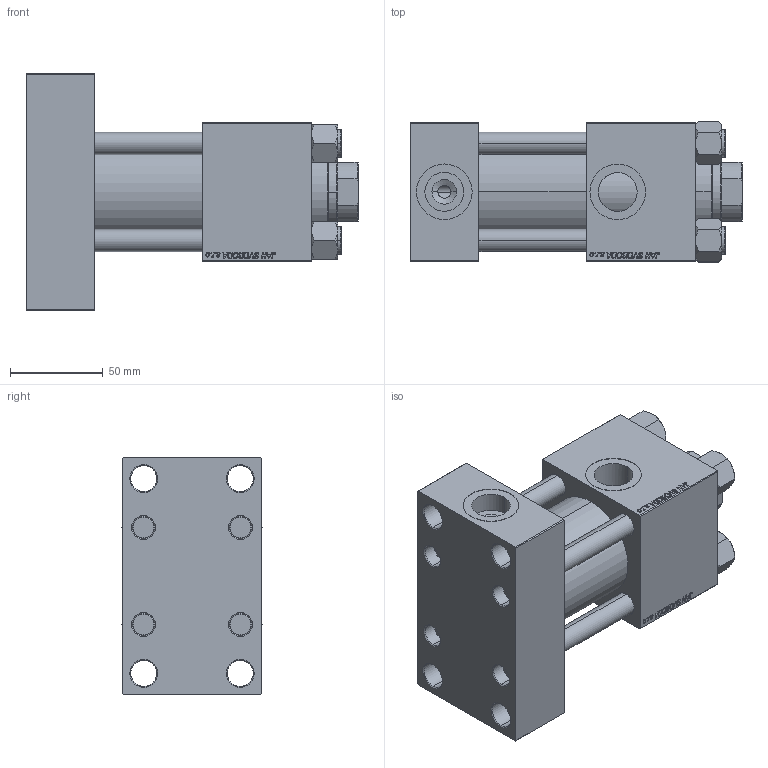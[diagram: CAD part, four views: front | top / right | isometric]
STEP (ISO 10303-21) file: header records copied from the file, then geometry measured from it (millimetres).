
FILE_DESCRIPTION (( 'STEP AP203' ), '1' );
FILE_NAME ('d8aa.STEP', '2023-08-26T16:12:14', ( '' ), ( '' ), 'SwSTEP 2.0', 'SolidWorks 2019', '' );
FILE_SCHEMA (( 'CONFIG_CONTROL_DESIGN' ));
Length unit declared in the file: millimetre
Products named in the file (6): V215CR_E_Body f06121ec4458d3f9de098356be8697dc; NUT_M5_E f06121ec4458d3f9de098356be8697dc; V215CR_TYCINKA_E f06121ec4458d3f9de098356be8697dc; V215_VC_A f06121ec4458d3f9de098356be8697dc; V215CR_VCP_E f06121ec4458d3f9de098356be8697dc; d8aa
Assembly tree (11 placements, depth 2):
  d8aa
    V215CR_E_Body f06121ec4458d3f9de098356be8697dc
    V215CR_VCP_E f06121ec4458d3f9de098356be8697dc
    V215CR_TYCINKA_E f06121ec4458d3f9de098356be8697dc  x4
    NUT_M5_E f06121ec4458d3f9de098356be8697dc  x4
    V215_VC_A f06121ec4458d3f9de098356be8697dc
Bounding box: 179 x 75.54 x 128 mm (x, y, z)
Volume: 817416 mm3; surface area: 181251 mm2
Topology: 11 solids, 11 shells, 1136 faces, 2858 edges, 1849 vertices
Faces by surface type: plane 498, bspline 392, cone 152, cylinder 86, torus 8
Entity records: 49998 total; most frequent: CARTESIAN_POINT 27072, ORIENTED_EDGE 5208, DIRECTION 3276, EDGE_CURVE 2604, VERTEX_POINT 1705, LINE 1558, VECTOR 1558, EDGE_LOOP 1149
